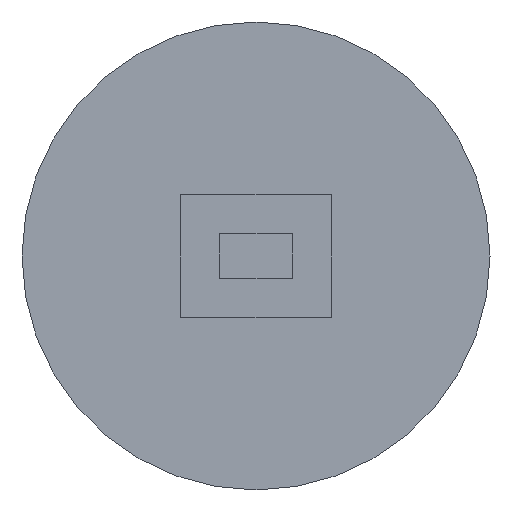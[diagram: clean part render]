
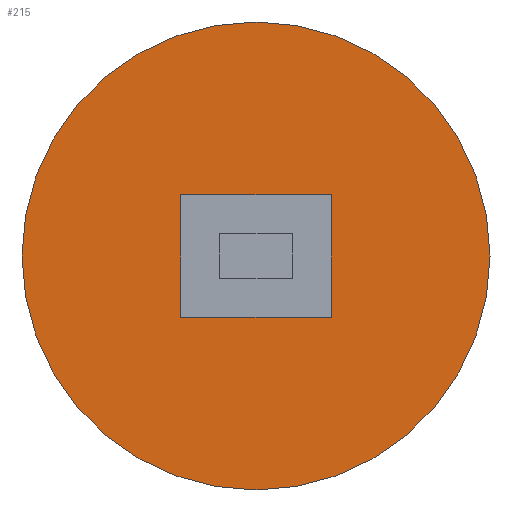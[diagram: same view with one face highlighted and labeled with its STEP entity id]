
A CAD part, front view. The second image highlights one B-rep face of the part: STEP entity #215.
In plain terms, the highlighted planar face has unit normal (0, -1, 0).
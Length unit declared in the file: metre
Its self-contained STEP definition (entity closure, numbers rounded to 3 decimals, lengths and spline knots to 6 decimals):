
#13=CIRCLE('',#241,0.006);
#62=ORIENTED_EDGE('',*,*,#79,.F.);
#63=ORIENTED_EDGE('',*,*,#83,.T.);
#64=ORIENTED_EDGE('',*,*,#86,.T.);
#65=ORIENTED_EDGE('',*,*,#88,.T.);
#66=ORIENTED_EDGE('',*,*,#92,.F.);
#79=EDGE_CURVE('',#103,#104,#123,.T.);
#83=EDGE_CURVE('',#103,#106,#127,.T.);
#86=EDGE_CURVE('',#106,#108,#130,.T.);
#88=EDGE_CURVE('',#108,#104,#132,.T.);
#92=EDGE_CURVE('',#110,#110,#13,.T.);
#103=VERTEX_POINT('',#327);
#104=VERTEX_POINT('',#329);
#106=VERTEX_POINT('',#335);
#108=VERTEX_POINT('',#341);
#110=VERTEX_POINT('',#355);
#123=LINE('',#328,#147);
#127=LINE('',#336,#151);
#130=LINE('',#342,#154);
#132=LINE('',#345,#156);
#147=VECTOR('',#266,1.);
#151=VECTOR('',#272,1.);
#154=VECTOR('',#277,1.);
#156=VECTOR('',#281,1.);
#173=EDGE_LOOP('',(#62,#63,#64,#65));
#174=EDGE_LOOP('',(#66));
#189=FACE_BOUND('',#173,.T.);
#190=FACE_BOUND('',#174,.T.);
#202=PLANE('',#243);
#215=ADVANCED_FACE('',(#189,#190),#202,.F.);
#241=AXIS2_PLACEMENT_3D('',#354,#294,#295);
#243=AXIS2_PLACEMENT_3D('',#357,#298,#299);
#266=DIRECTION('',(-1.,0.,0.));
#272=DIRECTION('',(0.,0.,-1.));
#277=DIRECTION('',(-1.,0.,0.));
#281=DIRECTION('',(0.,0.,1.));
#294=DIRECTION('',(0.,1.,0.));
#295=DIRECTION('',(1.,0.,0.));
#298=DIRECTION('',(0.,1.,0.));
#299=DIRECTION('',(1.,0.,0.));
#327=CARTESIAN_POINT('',(-0.037633,0.0198,0.003148));
#328=CARTESIAN_POINT('',(-0.040983,0.0198,0.003148));
#329=CARTESIAN_POINT('',(-0.041483,0.0198,0.003148));
#335=CARTESIAN_POINT('',(-0.037633,0.0198,0.));
#336=CARTESIAN_POINT('',(-0.037633,0.0198,0.000499));
#341=CARTESIAN_POINT('',(-0.041483,0.0198,0.));
#342=CARTESIAN_POINT('',(-0.040058,0.0198,0.));
#345=CARTESIAN_POINT('',(-0.041483,0.0198,0.002073));
#354=CARTESIAN_POINT('',(-0.039558,0.0198,0.001574));
#355=CARTESIAN_POINT('',(-0.033558,0.0198,0.001574));
#357=CARTESIAN_POINT('',(-0.039558,0.0198,0.001574));
